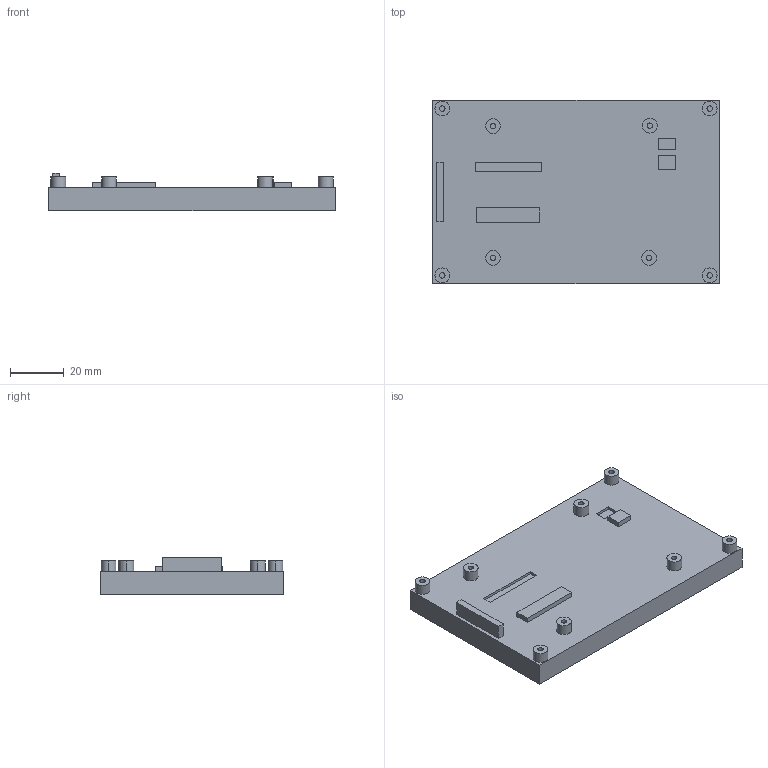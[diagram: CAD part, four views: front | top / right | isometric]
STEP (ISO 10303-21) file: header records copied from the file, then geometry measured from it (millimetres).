
FILE_DESCRIPTION((''),'2;1');
FILE_NAME('0329','2020-03-28T',('Administrator'),(''),'PRO/ENGINEER BY PARAMETRIC TECHNOLOGY CORPORATION, 2001280','PRO/ENGINEER BY PARAMETRIC TECHNOLOGY CORPORATION, 2001280','');
FILE_SCHEMA(('CONFIG_CONTROL_DESIGN'));
Length unit declared in the file: millimetre
Products named in the file (1): 0329
Bounding box: 106.2 x 68 x 14 mm (x, y, z)
Volume: 63008.3 mm3; surface area: 18705.6 mm2
Topology: 1 solids, 1 shells, 84 faces, 180 edges, 120 vertices
Faces by surface type: plane 52, cylinder 32
Entity records: 2326 total; most frequent: DIRECTION 412, CARTESIAN_POINT 384, ORIENTED_EDGE 360, EDGE_CURVE 180, AXIS2_PLACEMENT_3D 148, VERTEX_POINT 120, VECTOR 116, LINE 116
